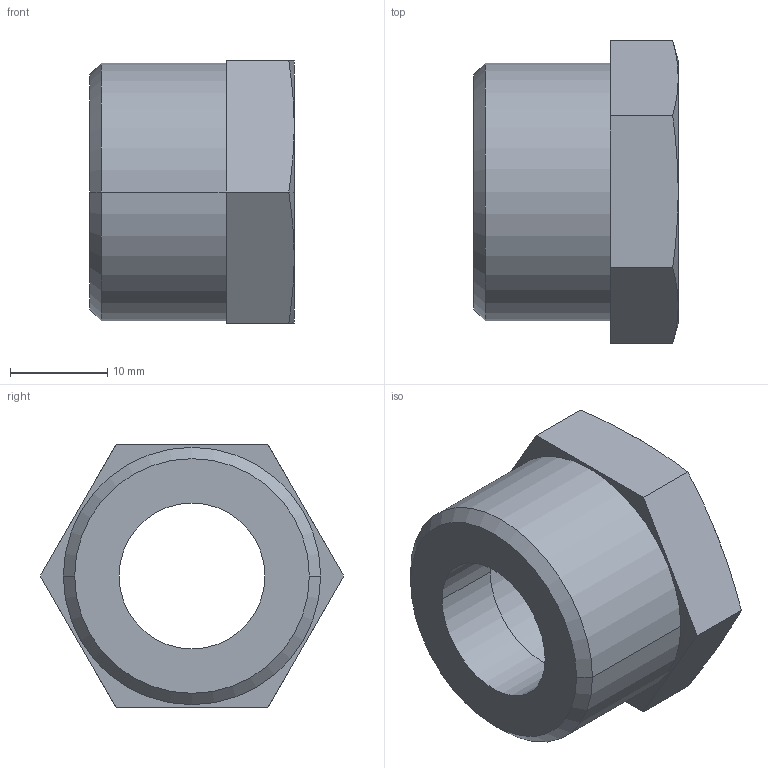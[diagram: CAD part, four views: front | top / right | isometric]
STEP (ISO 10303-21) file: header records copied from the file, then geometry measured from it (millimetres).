
FILE_DESCRIPTION(/* description */ (''),/* implementation_level */ '2;1');
FILE_NAME(/* name */ '#24_3-4X1-2.stp',/* time_stamp */ '2018-05-02T14:34:16+10:00',/* author */ ('daud'),/* organization */ ('TraceParts S.A.'),/* preprocessor_version */ 'ST-DEVELOPER v16.13',/* originating_system */ 'Autodesk Inventor 2018',/* authorisation */ '');
FILE_SCHEMA (('AUTOMOTIVE_DESIGN { 1 0 10303 214 3 1 1 }'));
Length unit declared in the file: millimetre
Products named in the file (1): #826
Bounding box: 21 x 31.18 x 27 mm (x, y, z)
Volume: 6947.2 mm3; surface area: 3763.9 mm2
Topology: 1 solids, 1 shells, 28 faces, 60 edges, 36 vertices
Faces by surface type: cone 12, plane 10, cylinder 6
Entity records: 818 total; most frequent: CARTESIAN_POINT 149, DIRECTION 130, ORIENTED_EDGE 120, EDGE_CURVE 60, AXIS2_PLACEMENT_3D 53, VERTEX_POINT 36, EDGE_LOOP 32, STYLED_ITEM 29
